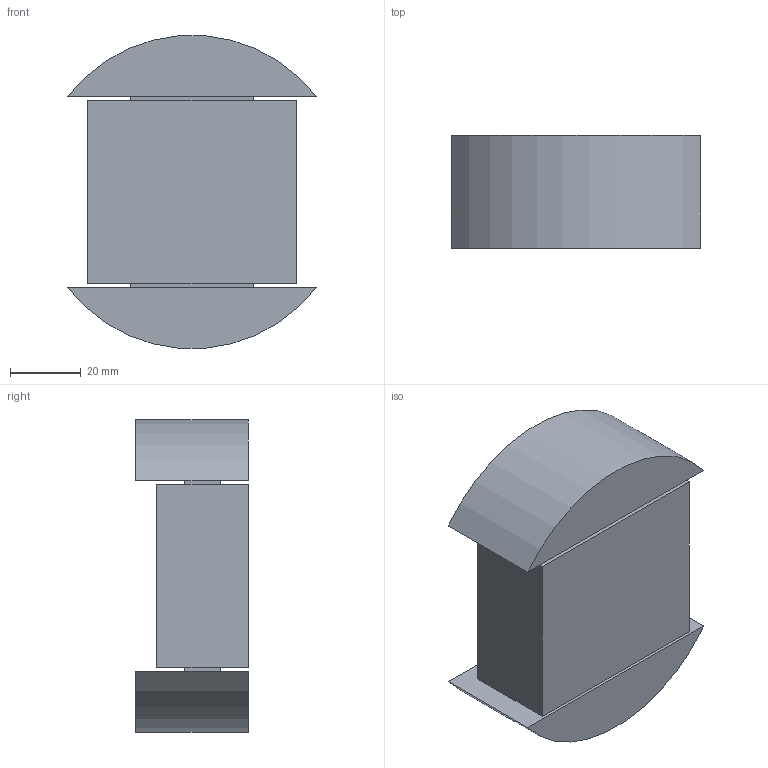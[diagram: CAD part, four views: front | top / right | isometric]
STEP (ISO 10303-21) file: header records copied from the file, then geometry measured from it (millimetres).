
FILE_DESCRIPTION((''),'2;1');
FILE_NAME('MAGNET1','2012-04-02T',('azmat'),(''),'PRO/ENGINEER BY PARAMETRIC TECHNOLOGY CORPORATION, 2009440','PRO/ENGINEER BY PARAMETRIC TECHNOLOGY CORPORATION, 2009440','');
FILE_SCHEMA(('CONFIG_CONTROL_DESIGN'));
Length unit declared in the file: millimetre
Products named in the file (1): MAGNET1
Bounding box: 70.62 x 32 x 88.59 mm (x, y, z)
Volume: 129396.8 mm3; surface area: 33620 mm2
Topology: 2 solids, 2 shells, 22 faces, 83 edges, 68 vertices
Faces by surface type: plane 20, cylinder 2
Entity records: 865 total; most frequent: CARTESIAN_POINT 138, DIRECTION 135, ORIENTED_EDGE 96, VECTOR 77, LINE 77, EDGE_CURVE 48, TRIMMED_CURVE 35, COMPOSITE_CURVE_SEGMENT 34
